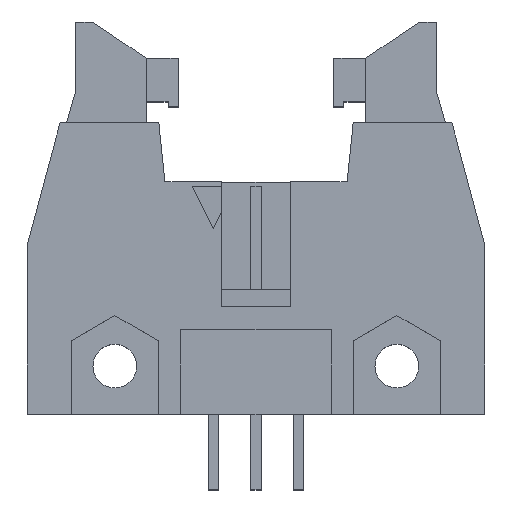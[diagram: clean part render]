
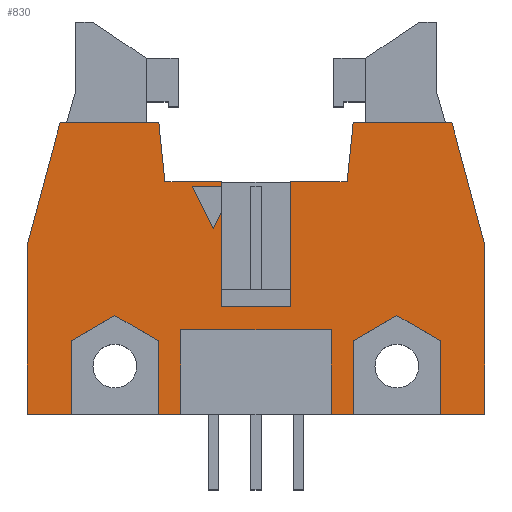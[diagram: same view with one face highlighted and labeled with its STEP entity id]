
A CAD part, top view. The second image highlights one B-rep face of the part: STEP entity #830.
In plain terms, the highlighted planar face has unit normal (0, 0, 1).
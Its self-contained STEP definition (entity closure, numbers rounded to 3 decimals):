
#830=ADVANCED_FACE('',(#1108),#972,.T.);
#972=PLANE('',#3524);
#1108=FACE_OUTER_BOUND('',#1271,.T.);
#1271=EDGE_LOOP('',(#1933,#1934,#1935,#1936,#1937,#1938,#1939,#1940,#1941,
#1942,#1943,#1944,#1945,#1946,#1947,#1948,#1949,#1950,#1951,#1952,#1953,
#1954,#1955,#1956,#1957,#1958,#1959,#1960,#1961,#1962,#1963,#1964));
#1933=ORIENTED_EDGE('',*,*,#2636,.T.);
#1934=ORIENTED_EDGE('',*,*,#2637,.T.);
#1935=ORIENTED_EDGE('',*,*,#2635,.F.);
#1936=ORIENTED_EDGE('',*,*,#2426,.F.);
#1937=ORIENTED_EDGE('',*,*,#2627,.F.);
#1938=ORIENTED_EDGE('',*,*,#2527,.F.);
#1939=ORIENTED_EDGE('',*,*,#2531,.F.);
#1940=ORIENTED_EDGE('',*,*,#2584,.F.);
#1941=ORIENTED_EDGE('',*,*,#2541,.T.);
#1942=ORIENTED_EDGE('',*,*,#2543,.T.);
#1943=ORIENTED_EDGE('',*,*,#2545,.T.);
#1944=ORIENTED_EDGE('',*,*,#2547,.T.);
#1945=ORIENTED_EDGE('',*,*,#2583,.F.);
#1946=ORIENTED_EDGE('',*,*,#2552,.T.);
#1947=ORIENTED_EDGE('',*,*,#2556,.T.);
#1948=ORIENTED_EDGE('',*,*,#2558,.T.);
#1949=ORIENTED_EDGE('',*,*,#2582,.F.);
#1950=ORIENTED_EDGE('',*,*,#2566,.T.);
#1951=ORIENTED_EDGE('',*,*,#2569,.T.);
#1952=ORIENTED_EDGE('',*,*,#2571,.T.);
#1953=ORIENTED_EDGE('',*,*,#2573,.T.);
#1954=ORIENTED_EDGE('',*,*,#2581,.F.);
#1955=ORIENTED_EDGE('',*,*,#2577,.F.);
#1956=ORIENTED_EDGE('',*,*,#2599,.F.);
#1957=ORIENTED_EDGE('',*,*,#2614,.F.);
#1958=ORIENTED_EDGE('',*,*,#2606,.F.);
#1959=ORIENTED_EDGE('',*,*,#2609,.F.);
#1960=ORIENTED_EDGE('',*,*,#2638,.T.);
#1961=ORIENTED_EDGE('',*,*,#2382,.T.);
#1962=ORIENTED_EDGE('',*,*,#2639,.T.);
#1963=ORIENTED_EDGE('',*,*,#2377,.T.);
#1964=ORIENTED_EDGE('',*,*,#2373,.T.);
#2093=VERTEX_POINT('',#4406);
#2095=VERTEX_POINT('',#4409);
#2098=VERTEX_POINT('',#4417);
#2099=VERTEX_POINT('',#4421);
#2102=VERTEX_POINT('',#4426);
#2131=VERTEX_POINT('',#4516);
#2132=VERTEX_POINT('',#4518);
#2201=VERTEX_POINT('',#4729);
#2202=VERTEX_POINT('',#4731);
#2204=VERTEX_POINT('',#4737);
#2212=VERTEX_POINT('',#4757);
#2213=VERTEX_POINT('',#4759);
#2214=VERTEX_POINT('',#4763);
#2215=VERTEX_POINT('',#4767);
#2216=VERTEX_POINT('',#4771);
#2221=VERTEX_POINT('',#4784);
#2222=VERTEX_POINT('',#4785);
#2223=VERTEX_POINT('',#4790);
#2224=VERTEX_POINT('',#4794);
#2232=VERTEX_POINT('',#4814);
#2233=VERTEX_POINT('',#4815);
#2234=VERTEX_POINT('',#4820);
#2235=VERTEX_POINT('',#4824);
#2236=VERTEX_POINT('',#4828);
#2239=VERTEX_POINT('',#4835);
#2240=VERTEX_POINT('',#4837);
#2250=VERTEX_POINT('',#4874);
#2257=VERTEX_POINT('',#4890);
#2258=VERTEX_POINT('',#4892);
#2260=VERTEX_POINT('',#4897);
#2272=VERTEX_POINT('',#4945);
#2273=VERTEX_POINT('',#4949);
#2373=EDGE_CURVE('',#2095,#2093,#2745,.T.);
#2377=EDGE_CURVE('',#2098,#2095,#2749,.T.);
#2382=EDGE_CURVE('',#2099,#2102,#2754,.T.);
#2426=EDGE_CURVE('',#2131,#2132,#2798,.T.);
#2527=EDGE_CURVE('',#2201,#2202,#2895,.T.);
#2531=EDGE_CURVE('',#2204,#2201,#2899,.T.);
#2541=EDGE_CURVE('',#2212,#2213,#2907,.T.);
#2543=EDGE_CURVE('',#2213,#2214,#2909,.T.);
#2545=EDGE_CURVE('',#2214,#2215,#2911,.T.);
#2547=EDGE_CURVE('',#2215,#2216,#2913,.T.);
#2552=EDGE_CURVE('',#2221,#2222,#2918,.T.);
#2556=EDGE_CURVE('',#2222,#2223,#2922,.T.);
#2558=EDGE_CURVE('',#2223,#2224,#2924,.T.);
#2566=EDGE_CURVE('',#2232,#2233,#2930,.T.);
#2569=EDGE_CURVE('',#2233,#2234,#2933,.T.);
#2571=EDGE_CURVE('',#2234,#2235,#2935,.T.);
#2573=EDGE_CURVE('',#2235,#2236,#2937,.T.);
#2577=EDGE_CURVE('',#2239,#2240,#2941,.T.);
#2581=EDGE_CURVE('',#2240,#2236,#2945,.T.);
#2582=EDGE_CURVE('',#2232,#2224,#2946,.T.);
#2583=EDGE_CURVE('',#2221,#2216,#2947,.T.);
#2584=EDGE_CURVE('',#2212,#2204,#2948,.T.);
#2599=EDGE_CURVE('',#2250,#2239,#2963,.T.);
#2606=EDGE_CURVE('',#2257,#2258,#2970,.T.);
#2609=EDGE_CURVE('',#2260,#2257,#2973,.T.);
#2614=EDGE_CURVE('',#2258,#2250,#2978,.T.);
#2627=EDGE_CURVE('',#2202,#2131,#2991,.T.);
#2635=EDGE_CURVE('',#2132,#2272,#2999,.T.);
#2636=EDGE_CURVE('',#2093,#2273,#3000,.T.);
#2637=EDGE_CURVE('',#2273,#2272,#3001,.T.);
#2638=EDGE_CURVE('',#2260,#2099,#3002,.T.);
#2639=EDGE_CURVE('',#2102,#2098,#3003,.T.);
#2745=LINE('',#4408,#3109);
#2749=LINE('',#4416,#3113);
#2754=LINE('',#4427,#3118);
#2798=LINE('',#4517,#3162);
#2895=LINE('',#4730,#3259);
#2899=LINE('',#4738,#3263);
#2907=LINE('',#4760,#3271);
#2909=LINE('',#4764,#3273);
#2911=LINE('',#4768,#3275);
#2913=LINE('',#4772,#3277);
#2918=LINE('',#4783,#3282);
#2922=LINE('',#4791,#3286);
#2924=LINE('',#4795,#3288);
#2930=LINE('',#4813,#3294);
#2933=LINE('',#4819,#3297);
#2935=LINE('',#4823,#3299);
#2937=LINE('',#4827,#3301);
#2941=LINE('',#4836,#3305);
#2945=LINE('',#4844,#3309);
#2946=LINE('',#4845,#3310);
#2947=LINE('',#4846,#3311);
#2948=LINE('',#4847,#3312);
#2963=LINE('',#4875,#3327);
#2970=LINE('',#4891,#3334);
#2973=LINE('',#4898,#3337);
#2978=LINE('',#4906,#3342);
#2991=LINE('',#4931,#3355);
#2999=LINE('',#4946,#3363);
#3000=LINE('',#4948,#3364);
#3001=LINE('',#4950,#3365);
#3002=LINE('',#4951,#3366);
#3003=LINE('',#4952,#3367);
#3109=VECTOR('',#3708,1.);
#3113=VECTOR('',#3714,1.);
#3118=VECTOR('',#3721,1.);
#3162=VECTOR('',#3799,1.);
#3259=VECTOR('',#3988,1.);
#3263=VECTOR('',#3994,1.);
#3271=VECTOR('',#4012,1.);
#3273=VECTOR('',#4016,1.);
#3275=VECTOR('',#4020,1.);
#3277=VECTOR('',#4024,1.);
#3282=VECTOR('',#4033,1.);
#3286=VECTOR('',#4039,1.);
#3288=VECTOR('',#4043,1.);
#3294=VECTOR('',#4059,1.);
#3297=VECTOR('',#4064,1.);
#3299=VECTOR('',#4068,1.);
#3301=VECTOR('',#4072,1.);
#3305=VECTOR('',#4078,1.);
#3309=VECTOR('',#4084,1.);
#3310=VECTOR('',#4085,1.);
#3311=VECTOR('',#4086,1.);
#3312=VECTOR('',#4087,1.);
#3327=VECTOR('',#4112,1.);
#3334=VECTOR('',#4123,1.);
#3337=VECTOR('',#4128,1.);
#3342=VECTOR('',#4137,1.);
#3355=VECTOR('',#4160,1.);
#3363=VECTOR('',#4174,1.);
#3364=VECTOR('',#4177,1.);
#3365=VECTOR('',#4178,1.);
#3366=VECTOR('',#4179,1.);
#3367=VECTOR('',#4180,1.);
#3524=AXIS2_PLACEMENT_3D('',#4953,#4181,#4182);
#3708=DIRECTION('',(-0.447,0.894,0.));
#3714=DIRECTION('',(-0.447,-0.894,0.));
#3721=DIRECTION('',(-1.,0.,0.));
#3799=DIRECTION('',(0.103,-0.995,0.));
#3988=DIRECTION('',(0.259,0.966,0.));
#3994=DIRECTION('',(0.,1.,0.));
#4012=DIRECTION('',(0.,1.,0.));
#4016=DIRECTION('',(0.866,0.5,0.));
#4020=DIRECTION('',(0.866,-0.5,0.));
#4024=DIRECTION('',(0.,-1.,0.));
#4033=DIRECTION('',(0.,1.,0.));
#4039=DIRECTION('',(1.,0.,0.));
#4043=DIRECTION('',(0.,-1.,0.));
#4059=DIRECTION('',(0.,1.,0.));
#4064=DIRECTION('',(0.866,0.5,0.));
#4068=DIRECTION('',(0.866,-0.5,0.));
#4072=DIRECTION('',(0.,-1.,0.));
#4078=DIRECTION('',(0.,-1.,0.));
#4084=DIRECTION('',(-1.,0.,0.));
#4085=DIRECTION('',(-1.,0.,0.));
#4086=DIRECTION('',(-1.,0.,0.));
#4087=DIRECTION('',(-1.,0.,0.));
#4112=DIRECTION('',(0.259,-0.966,0.));
#4123=DIRECTION('',(0.103,0.995,0.));
#4128=DIRECTION('',(1.,0.,0.));
#4137=DIRECTION('',(1.,0.,0.));
#4160=DIRECTION('',(1.,0.,0.));
#4174=DIRECTION('',(1.,0.,0.));
#4177=DIRECTION('',(1.,0.,0.));
#4178=DIRECTION('',(0.,1.,0.));
#4179=DIRECTION('',(0.,-1.,0.));
#4180=DIRECTION('',(0.,1.,0.));
#4181=DIRECTION('',(0.,0.,1.));
#4182=DIRECTION('',(1.,0.,0.));
#4406=CARTESIAN_POINT('',(-21.913,16.09,8.5));
#4408=CARTESIAN_POINT('',(-20.663,13.59,8.5));
#4409=CARTESIAN_POINT('',(-20.663,13.59,8.5));
#4416=CARTESIAN_POINT('',(-20.173,14.57,8.5));
#4417=CARTESIAN_POINT('',(-20.173,14.57,8.5));
#4421=CARTESIAN_POINT('',(-16.073,8.99,8.5));
#4426=CARTESIAN_POINT('',(-20.173,8.99,8.5));
#4427=CARTESIAN_POINT('',(-16.073,8.99,8.5));
#4516=CARTESIAN_POINT('',(-23.898,19.89,8.5));
#4517=CARTESIAN_POINT('',(-23.898,19.89,8.5));
#4518=CARTESIAN_POINT('',(-23.534,16.39,8.5));
#4729=CARTESIAN_POINT('',(-31.723,12.59,8.5));
#4730=CARTESIAN_POINT('',(-31.723,12.59,8.5));
#4731=CARTESIAN_POINT('',(-29.767,19.89,8.5));
#4737=CARTESIAN_POINT('',(-31.723,2.59,8.5));
#4738=CARTESIAN_POINT('',(-31.723,2.59,8.5));
#4757=CARTESIAN_POINT('',(-29.113,2.59,8.5));
#4759=CARTESIAN_POINT('',(-29.113,6.945,8.5));
#4760=CARTESIAN_POINT('',(-29.113,2.59,8.5));
#4763=CARTESIAN_POINT('',(-26.513,8.446,8.5));
#4764=CARTESIAN_POINT('',(-29.113,6.945,8.5));
#4767=CARTESIAN_POINT('',(-23.913,6.945,8.5));
#4768=CARTESIAN_POINT('',(-26.513,8.446,8.5));
#4771=CARTESIAN_POINT('',(-23.913,2.59,8.5));
#4772=CARTESIAN_POINT('',(-23.913,6.945,8.5));
#4783=CARTESIAN_POINT('',(-22.583,2.59,8.5));
#4784=CARTESIAN_POINT('',(-22.583,2.59,8.5));
#4785=CARTESIAN_POINT('',(-22.583,7.59,8.5));
#4790=CARTESIAN_POINT('',(-13.663,7.59,8.5));
#4791=CARTESIAN_POINT('',(-22.583,7.59,8.5));
#4794=CARTESIAN_POINT('',(-13.663,2.59,8.5));
#4795=CARTESIAN_POINT('',(-13.663,7.59,8.5));
#4813=CARTESIAN_POINT('',(-12.353,2.59,8.5));
#4814=CARTESIAN_POINT('',(-12.353,2.59,8.5));
#4815=CARTESIAN_POINT('',(-12.353,6.945,8.5));
#4819=CARTESIAN_POINT('',(-12.353,6.945,8.5));
#4820=CARTESIAN_POINT('',(-9.753,8.446,8.5));
#4823=CARTESIAN_POINT('',(-9.753,8.446,8.5));
#4824=CARTESIAN_POINT('',(-7.153,6.945,8.5));
#4827=CARTESIAN_POINT('',(-7.153,6.945,8.5));
#4828=CARTESIAN_POINT('',(-7.153,2.59,8.5));
#4835=CARTESIAN_POINT('',(-4.523,12.59,8.5));
#4836=CARTESIAN_POINT('',(-4.523,12.59,8.5));
#4837=CARTESIAN_POINT('',(-4.523,2.59,8.5));
#4844=CARTESIAN_POINT('',(-4.673,2.59,8.5));
#4845=CARTESIAN_POINT('',(-12.353,2.59,8.5));
#4846=CARTESIAN_POINT('',(-22.583,2.59,8.5));
#4847=CARTESIAN_POINT('',(-29.113,2.59,8.5));
#4874=CARTESIAN_POINT('',(-6.479,19.89,8.5));
#4875=CARTESIAN_POINT('',(-6.479,19.89,8.5));
#4890=CARTESIAN_POINT('',(-12.713,16.39,8.5));
#4891=CARTESIAN_POINT('',(-12.713,16.39,8.5));
#4892=CARTESIAN_POINT('',(-12.349,19.89,8.5));
#4897=CARTESIAN_POINT('',(-16.073,16.39,8.5));
#4898=CARTESIAN_POINT('',(-16.073,16.39,8.5));
#4906=CARTESIAN_POINT('',(-12.349,19.89,8.5));
#4931=CARTESIAN_POINT('',(-29.617,19.89,8.5));
#4945=CARTESIAN_POINT('',(-20.173,16.39,8.5));
#4946=CARTESIAN_POINT('',(-23.534,16.39,8.5));
#4948=CARTESIAN_POINT('',(-21.913,16.09,8.5));
#4949=CARTESIAN_POINT('',(-20.173,16.09,8.5));
#4950=CARTESIAN_POINT('',(-20.173,16.09,8.5));
#4951=CARTESIAN_POINT('',(-16.073,16.39,8.5));
#4952=CARTESIAN_POINT('',(-20.173,8.99,8.5));
#4953=CARTESIAN_POINT('',(-32.918,1.725,8.5));
